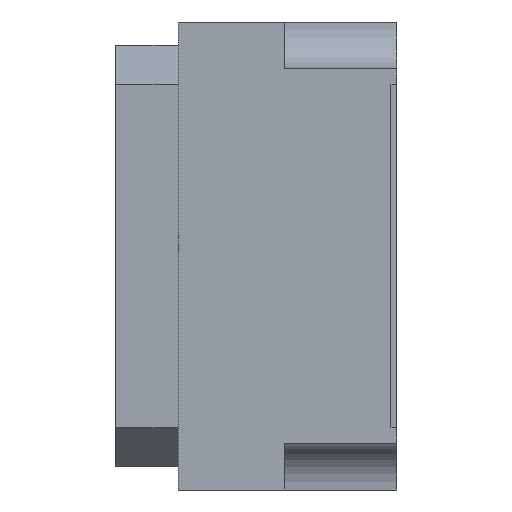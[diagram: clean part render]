
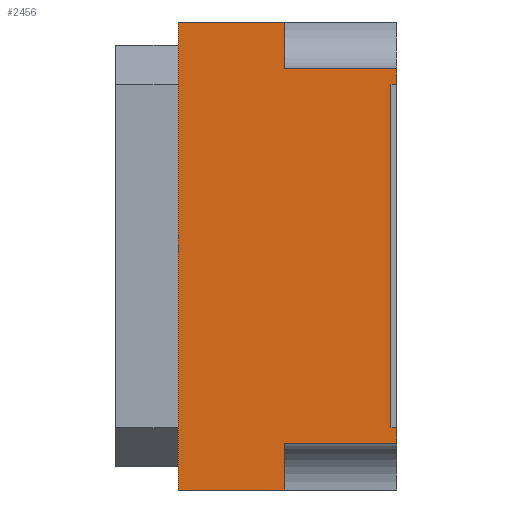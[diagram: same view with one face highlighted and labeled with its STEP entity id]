
A CAD part, left-side view. The second image highlights one B-rep face of the part: STEP entity #2456.
In plain terms, the highlighted planar face has unit normal (-1, 0, 0).
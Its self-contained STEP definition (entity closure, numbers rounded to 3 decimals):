
#121=PLANE('',#2577);
#245=FACE_OUTER_BOUND('',#377,.T.);
#377=EDGE_LOOP('',(#2096,#2097,#2098,#2099,#2100,#2101,#2102,#2103,#2104,
#2105,#2106,#2107));
#563=LINE('',#4052,#806);
#574=LINE('',#4077,#817);
#577=LINE('',#4090,#820);
#580=LINE('',#4102,#823);
#585=LINE('',#4116,#828);
#595=LINE('',#4141,#838);
#597=LINE('',#4147,#840);
#603=LINE('',#4162,#846);
#605=LINE('',#4167,#848);
#611=LINE('',#4181,#854);
#612=LINE('',#4183,#855);
#613=LINE('',#4184,#856);
#806=VECTOR('',#2878,10.);
#817=VECTOR('',#2899,10.);
#820=VECTOR('',#2910,10.);
#823=VECTOR('',#2925,10.);
#828=VECTOR('',#2940,10.);
#838=VECTOR('',#2970,10.);
#840=VECTOR('',#2976,10.);
#846=VECTOR('',#2990,10.);
#848=VECTOR('',#2996,10.);
#854=VECTOR('',#3010,10.);
#855=VECTOR('',#3011,10.);
#856=VECTOR('',#3012,10.);
#1126=VERTEX_POINT('',#4049);
#1127=VERTEX_POINT('',#4051);
#1136=VERTEX_POINT('',#4076);
#1141=VERTEX_POINT('',#4087);
#1142=VERTEX_POINT('',#4089);
#1145=VERTEX_POINT('',#4101);
#1154=VERTEX_POINT('',#4140);
#1156=VERTEX_POINT('',#4146);
#1160=VERTEX_POINT('',#4160);
#1161=VERTEX_POINT('',#4161);
#1166=VERTEX_POINT('',#4180);
#1167=VERTEX_POINT('',#4182);
#1428=EDGE_CURVE('',#1126,#1127,#563,.T.);
#1440=EDGE_CURVE('',#1136,#1127,#574,.T.);
#1447=EDGE_CURVE('',#1142,#1141,#577,.T.);
#1453=EDGE_CURVE('',#1145,#1142,#580,.T.);
#1461=EDGE_CURVE('',#1145,#1126,#585,.T.);
#1473=EDGE_CURVE('',#1154,#1136,#595,.T.);
#1476=EDGE_CURVE('',#1156,#1154,#597,.T.);
#1483=EDGE_CURVE('',#1160,#1161,#603,.T.);
#1486=EDGE_CURVE('',#1141,#1160,#605,.T.);
#1493=EDGE_CURVE('',#1166,#1161,#611,.T.);
#1494=EDGE_CURVE('',#1166,#1167,#612,.T.);
#1495=EDGE_CURVE('',#1167,#1156,#613,.T.);
#2096=ORIENTED_EDGE('',*,*,#1476,.T.);
#2097=ORIENTED_EDGE('',*,*,#1473,.T.);
#2098=ORIENTED_EDGE('',*,*,#1440,.T.);
#2099=ORIENTED_EDGE('',*,*,#1428,.F.);
#2100=ORIENTED_EDGE('',*,*,#1461,.F.);
#2101=ORIENTED_EDGE('',*,*,#1453,.T.);
#2102=ORIENTED_EDGE('',*,*,#1447,.T.);
#2103=ORIENTED_EDGE('',*,*,#1486,.T.);
#2104=ORIENTED_EDGE('',*,*,#1483,.T.);
#2105=ORIENTED_EDGE('',*,*,#1493,.F.);
#2106=ORIENTED_EDGE('',*,*,#1494,.T.);
#2107=ORIENTED_EDGE('',*,*,#1495,.T.);
#2456=ADVANCED_FACE('',(#245),#121,.T.);
#2577=AXIS2_PLACEMENT_3D('',#4179,#3008,#3009);
#2878=DIRECTION('',(0.,-1.,0.));
#2899=DIRECTION('',(0.,0.,1.));
#2910=DIRECTION('',(0.,0.,1.));
#2925=DIRECTION('',(0.,-1.,0.));
#2940=DIRECTION('',(0.,0.,-1.));
#2970=DIRECTION('',(0.,-1.,0.));
#2976=DIRECTION('',(0.,0.,1.));
#2990=DIRECTION('',(0.,0.,1.));
#2996=DIRECTION('',(0.,1.,0.));
#3008=DIRECTION('center_axis',(-1.,0.,0.));
#3009=DIRECTION('ref_axis',(0.,0.,-1.));
#3010=DIRECTION('',(0.,-1.,0.));
#3011=DIRECTION('',(0.,0.,-1.));
#3012=DIRECTION('',(0.,-1.,0.));
#4049=CARTESIAN_POINT('',(-2.05,0.018,-0.55));
#4051=CARTESIAN_POINT('',(-2.05,0.,-0.55));
#4052=CARTESIAN_POINT('',(-2.05,0.018,-0.55));
#4076=CARTESIAN_POINT('',(-2.05,0.,-0.6));
#4077=CARTESIAN_POINT('',(-2.05,0.,-0.6));
#4087=CARTESIAN_POINT('',(-2.05,0.,0.6));
#4089=CARTESIAN_POINT('',(-2.05,0.,0.55));
#4090=CARTESIAN_POINT('',(-2.05,0.,0.55));
#4101=CARTESIAN_POINT('',(-2.05,0.018,0.55));
#4102=CARTESIAN_POINT('',(-2.05,0.018,0.55));
#4116=CARTESIAN_POINT('',(-2.05,0.018,0.75));
#4140=CARTESIAN_POINT('',(-2.05,0.359,-0.6));
#4141=CARTESIAN_POINT('',(-2.05,0.018,-0.6));
#4146=CARTESIAN_POINT('',(-2.05,0.359,-0.75));
#4147=CARTESIAN_POINT('',(-2.05,0.359,0.));
#4160=CARTESIAN_POINT('',(-2.05,0.359,0.6));
#4161=CARTESIAN_POINT('',(-2.05,0.359,0.75));
#4162=CARTESIAN_POINT('',(-2.05,0.359,0.75));
#4167=CARTESIAN_POINT('',(-2.05,0.018,0.6));
#4179=CARTESIAN_POINT('Origin',(-2.05,0.7,0.75));
#4180=CARTESIAN_POINT('',(-2.05,0.7,0.75));
#4181=CARTESIAN_POINT('',(-2.05,0.7,0.75));
#4182=CARTESIAN_POINT('',(-2.05,0.7,-0.75));
#4183=CARTESIAN_POINT('',(-2.05,0.7,0.75));
#4184=CARTESIAN_POINT('',(-2.05,0.7,-0.75));
